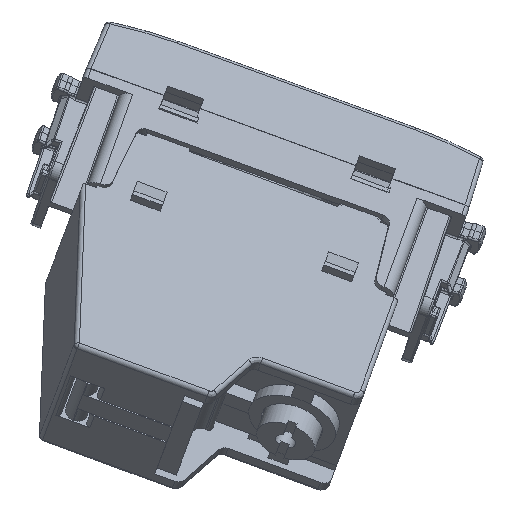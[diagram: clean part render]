
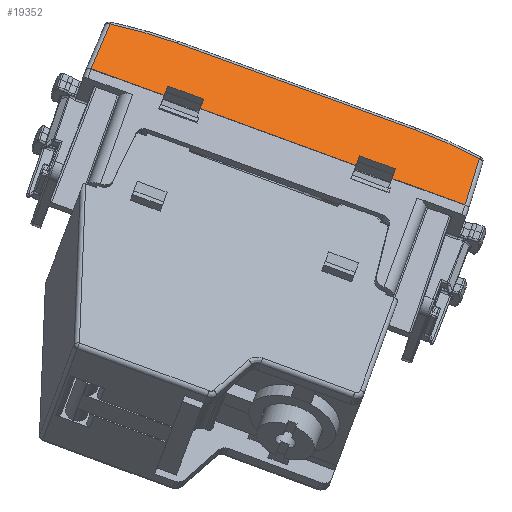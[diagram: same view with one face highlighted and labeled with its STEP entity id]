
A CAD part, left-side view. The second image highlights one B-rep face of the part: STEP entity #19352.
In plain terms, the highlighted face is planar.
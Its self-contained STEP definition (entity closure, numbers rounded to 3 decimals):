
#216=CARTESIAN_POINT('Vertex',(-13.969,-11.113,8.379)) ;
#219=CARTESIAN_POINT('Line Origine',(0.,-11.113,8.379)) ;
#223=CARTESIAN_POINT('Vertex',(13.969,-11.113,8.379)) ;
#16231=CARTESIAN_POINT('Vertex',(-21.669,-11.119,7.708)) ;
#16235=CARTESIAN_POINT('Control Point',(-13.969,-11.113,8.379)) ;
#16236=CARTESIAN_POINT('Control Point',(-15.486,-11.113,8.379)) ;
#16237=CARTESIAN_POINT('Control Point',(-17.003,-11.114,8.315)) ;
#16238=CARTESIAN_POINT('Control Point',(-18.516,-11.115,8.185)) ;
#16239=CARTESIAN_POINT('Control Point',(-20.053,-11.116,7.988)) ;
#16240=CARTESIAN_POINT('Control Point',(-21.578,-11.119,7.724)) ;
#16241=CARTESIAN_POINT('Control Point',(-21.608,-11.119,7.719)) ;
#16242=CARTESIAN_POINT('Control Point',(-21.639,-11.119,7.714)) ;
#16243=CARTESIAN_POINT('Control Point',(-21.669,-11.119,7.708)) ;
#16345=CARTESIAN_POINT('Line Origine',(-21.78,-11.141,5.16)) ;
#16349=CARTESIAN_POINT('Vertex',(-21.95,-11.175,1.275)) ;
#16550=CARTESIAN_POINT('Control Point',(21.669,-11.119,7.708)) ;
#16551=CARTESIAN_POINT('Control Point',(20.388,-11.117,7.933)) ;
#16552=CARTESIAN_POINT('Control Point',(19.099,-11.115,8.111)) ;
#16553=CARTESIAN_POINT('Control Point',(17.805,-11.114,8.242)) ;
#16554=CARTESIAN_POINT('Control Point',(16.259,-11.113,8.342)) ;
#16555=CARTESIAN_POINT('Control Point',(14.712,-11.113,8.374)) ;
#16556=CARTESIAN_POINT('Control Point',(14.464,-11.113,8.378)) ;
#16557=CARTESIAN_POINT('Control Point',(14.217,-11.113,8.379)) ;
#16558=CARTESIAN_POINT('Control Point',(13.969,-11.113,8.379)) ;
#16559=CARTESIAN_POINT('Vertex',(21.669,-11.119,7.708)) ;
#16674=CARTESIAN_POINT('Line Origine',(21.78,-11.141,5.16)) ;
#16678=CARTESIAN_POINT('Vertex',(21.95,-11.175,1.275)) ;
#19089=CARTESIAN_POINT('Line Origine',(17.655,-11.175,1.275)) ;
#19093=CARTESIAN_POINT('Vertex',(13.361,-11.175,1.275)) ;
#19118=CARTESIAN_POINT('Vertex',(9.139,-11.163,2.611)) ;
#19133=CARTESIAN_POINT('Vertex',(13.361,-11.163,2.611)) ;
#19136=CARTESIAN_POINT('Line Origine',(0.,-11.163,2.611)) ;
#19148=CARTESIAN_POINT('Line Origine',(-17.655,-11.175,1.275)) ;
#19152=CARTESIAN_POINT('Vertex',(-13.361,-11.175,1.275)) ;
#19186=CARTESIAN_POINT('Vertex',(-9.139,-11.163,2.611)) ;
#19189=CARTESIAN_POINT('Line Origine',(0.,-11.163,2.611)) ;
#19193=CARTESIAN_POINT('Vertex',(-13.361,-11.163,2.611)) ;
#19227=CARTESIAN_POINT('Vertex',(9.139,-11.175,1.275)) ;
#19230=CARTESIAN_POINT('Line Origine',(0.,-11.175,1.275)) ;
#19234=CARTESIAN_POINT('Vertex',(-9.139,-11.175,1.275)) ;
#19315=CARTESIAN_POINT('Axis2P3D Location',(0.,-11.175,1.275)) ;
#19321=CARTESIAN_POINT('Control Point',(9.139,-11.175,1.275)) ;
#19322=CARTESIAN_POINT('Control Point',(9.139,-11.163,2.611)) ;
#19325=CARTESIAN_POINT('Control Point',(13.361,-11.175,1.275)) ;
#19326=CARTESIAN_POINT('Control Point',(13.361,-11.163,2.611)) ;
#19329=CARTESIAN_POINT('Control Point',(-13.361,-11.175,1.275)) ;
#19330=CARTESIAN_POINT('Control Point',(-13.361,-11.163,2.611)) ;
#19333=CARTESIAN_POINT('Control Point',(-9.139,-11.175,1.275)) ;
#19334=CARTESIAN_POINT('Control Point',(-9.139,-11.163,2.611)) ;
#220=DIRECTION('Vector Direction',(1.,0.,0.)) ;
#16346=DIRECTION('Vector Direction',(0.044,0.009,0.999)) ;
#16675=DIRECTION('Vector Direction',(-0.044,0.009,0.999)) ;
#19090=DIRECTION('Vector Direction',(-1.,0.,0.)) ;
#19137=DIRECTION('Vector Direction',(-1.,0.,0.)) ;
#19149=DIRECTION('Vector Direction',(-1.,0.,0.)) ;
#19190=DIRECTION('Vector Direction',(-1.,0.,0.)) ;
#19231=DIRECTION('Vector Direction',(-1.,0.,0.)) ;
#19316=DIRECTION('Axis2P3D Direction',(0.,-1.,0.009)) ;
#19317=DIRECTION('Axis2P3D XDirection',(-1.,0.,0.)) ;
#19318=AXIS2_PLACEMENT_3D('Plane Axis2P3D',#19315,#19316,#19317) ;
#19337=ORIENTED_EDGE('',*,*,#19236,.T.) ;
#19338=ORIENTED_EDGE('',*,*,#19323,.T.) ;
#19339=ORIENTED_EDGE('',*,*,#19140,.F.) ;
#19340=ORIENTED_EDGE('',*,*,#19327,.F.) ;
#19341=ORIENTED_EDGE('',*,*,#19095,.T.) ;
#19342=ORIENTED_EDGE('',*,*,#16680,.F.) ;
#19343=ORIENTED_EDGE('',*,*,#16561,.F.) ;
#19344=ORIENTED_EDGE('',*,*,#225,.F.) ;
#19345=ORIENTED_EDGE('',*,*,#16244,.F.) ;
#19346=ORIENTED_EDGE('',*,*,#16351,.F.) ;
#19347=ORIENTED_EDGE('',*,*,#19154,.T.) ;
#19348=ORIENTED_EDGE('',*,*,#19331,.F.) ;
#19349=ORIENTED_EDGE('',*,*,#19195,.F.) ;
#19350=ORIENTED_EDGE('',*,*,#19335,.T.) ;
#221=VECTOR('Line Direction',#220,1.) ;
#16347=VECTOR('Line Direction',#16346,1.) ;
#16676=VECTOR('Line Direction',#16675,1.) ;
#19091=VECTOR('Line Direction',#19090,1.) ;
#19138=VECTOR('Line Direction',#19137,1.) ;
#19150=VECTOR('Line Direction',#19149,1.) ;
#19191=VECTOR('Line Direction',#19190,1.) ;
#19232=VECTOR('Line Direction',#19231,1.) ;
#19352=ADVANCED_FACE('PartBody',(#19351),#19319,.T.) ;
#16234=B_SPLINE_CURVE_WITH_KNOTS('',5,(#16235,#16236,#16237,#16238,#16239,#16240,#16241,#16242,#16243),.UNSPECIFIED.,.F.,.U.,(6,3,6),(40.149,50.936,51.155),.UNSPECIFIED.) ;
#16549=B_SPLINE_CURVE_WITH_KNOTS('',5,(#16550,#16551,#16552,#16553,#16554,#16555,#16556,#16557,#16558),.UNSPECIFIED.,.F.,.U.,(6,3,6),(14.513,23.758,25.518),.UNSPECIFIED.) ;
#19320=B_SPLINE_CURVE_WITH_KNOTS('',1,(#19321,#19322),.UNSPECIFIED.,.F.,.U.,(2,2),(-0.668,0.668),.UNSPECIFIED.) ;
#19324=B_SPLINE_CURVE_WITH_KNOTS('',1,(#19325,#19326),.UNSPECIFIED.,.F.,.U.,(2,2),(-4.295,-2.96),.UNSPECIFIED.) ;
#19328=B_SPLINE_CURVE_WITH_KNOTS('',1,(#19329,#19330),.UNSPECIFIED.,.F.,.U.,(2,2),(-4.295,-2.96),.UNSPECIFIED.) ;
#19332=B_SPLINE_CURVE_WITH_KNOTS('',1,(#19333,#19334),.UNSPECIFIED.,.F.,.U.,(2,2),(-0.668,0.668),.UNSPECIFIED.) ;
#225=EDGE_CURVE('',#217,#224,#222,.T.) ;
#16244=EDGE_CURVE('',#16232,#217,#16234,.F.) ;
#16351=EDGE_CURVE('',#16350,#16232,#16348,.T.) ;
#16561=EDGE_CURVE('',#224,#16560,#16549,.F.) ;
#16680=EDGE_CURVE('',#16560,#16679,#16677,.F.) ;
#19095=EDGE_CURVE('',#19094,#16679,#19092,.F.) ;
#19140=EDGE_CURVE('',#19134,#19119,#19139,.T.) ;
#19154=EDGE_CURVE('',#16350,#19153,#19151,.F.) ;
#19195=EDGE_CURVE('',#19187,#19194,#19192,.T.) ;
#19236=EDGE_CURVE('',#19235,#19228,#19233,.F.) ;
#19323=EDGE_CURVE('',#19228,#19119,#19320,.T.) ;
#19327=EDGE_CURVE('',#19094,#19134,#19324,.T.) ;
#19331=EDGE_CURVE('',#19194,#19153,#19328,.F.) ;
#19335=EDGE_CURVE('',#19187,#19235,#19332,.F.) ;
#19336=EDGE_LOOP('',(#19337,#19338,#19339,#19340,#19341,#19342,#19343,#19344,#19345,#19346,#19347,#19348,#19349,#19350)) ;
#19351=FACE_OUTER_BOUND('',#19336,.T.) ;
#222=LINE('Line',#219,#221) ;
#16348=LINE('Line',#16345,#16347) ;
#16677=LINE('Line',#16674,#16676) ;
#19092=LINE('Line',#19089,#19091) ;
#19139=LINE('Line',#19136,#19138) ;
#19151=LINE('Line',#19148,#19150) ;
#19192=LINE('Line',#19189,#19191) ;
#19233=LINE('Line',#19230,#19232) ;
#19319=PLANE('',#19318) ;
#217=VERTEX_POINT('',#216) ;
#224=VERTEX_POINT('',#223) ;
#16232=VERTEX_POINT('',#16231) ;
#16350=VERTEX_POINT('',#16349) ;
#16560=VERTEX_POINT('',#16559) ;
#16679=VERTEX_POINT('',#16678) ;
#19094=VERTEX_POINT('',#19093) ;
#19119=VERTEX_POINT('',#19118) ;
#19134=VERTEX_POINT('',#19133) ;
#19153=VERTEX_POINT('',#19152) ;
#19187=VERTEX_POINT('',#19186) ;
#19194=VERTEX_POINT('',#19193) ;
#19228=VERTEX_POINT('',#19227) ;
#19235=VERTEX_POINT('',#19234) ;
